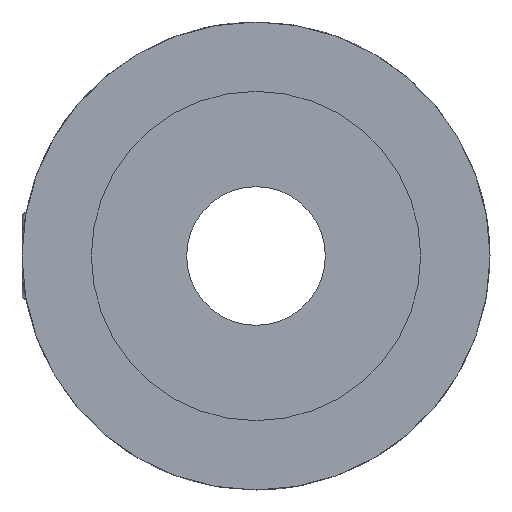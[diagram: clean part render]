
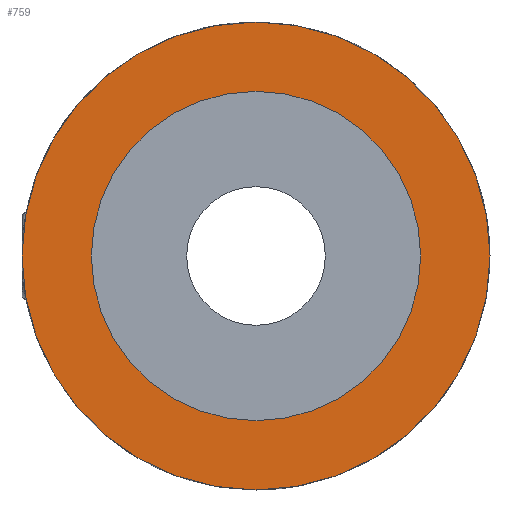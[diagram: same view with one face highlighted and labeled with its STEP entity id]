
A CAD part, left-side view. The second image highlights one B-rep face of the part: STEP entity #759.
In plain terms, the highlighted planar face has unit normal (-1, 0, 0).
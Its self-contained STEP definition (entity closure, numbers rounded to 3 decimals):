
#12 = VERTEX_POINT ( 'NONE', #1673 ) ;
#31 = CARTESIAN_POINT ( 'NONE',  ( -46.82, 0., -13.5 ) ) ;
#46 = DIRECTION ( 'NONE',  ( 0., 0., -1. ) ) ;
#120 = DIRECTION ( 'NONE',  ( 0., 0., 1. ) ) ;
#164 = ORIENTED_EDGE ( 'NONE', *, *, #666, .F. ) ;
#247 = CARTESIAN_POINT ( 'NONE',  ( -46.82, 0., 0. ) ) ;
#282 = AXIS2_PLACEMENT_3D ( 'NONE', #1222, #1207, #2180 ) ;
#399 = AXIS2_PLACEMENT_3D ( 'NONE', #958, #473, #2096 ) ;
#430 = EDGE_LOOP ( 'NONE', ( #2037, #2455 ) ) ;
#473 = DIRECTION ( 'NONE',  ( 1., 0., 0. ) ) ;
#485 = DIRECTION ( 'NONE',  ( 1., 0., 0. ) ) ;
#497 = DIRECTION ( 'NONE',  ( 1., 0., 0. ) ) ;
#588 = CARTESIAN_POINT ( 'NONE',  ( -46.82, 0., -9.5 ) ) ;
#666 = EDGE_CURVE ( 'NONE', #1692, #2931, #2711, .T. ) ;
#695 = CARTESIAN_POINT ( 'NONE',  ( -46.82, 0., 13.5 ) ) ;
#740 = AXIS2_PLACEMENT_3D ( 'NONE', #247, #497, #46 ) ;
#759 = ADVANCED_FACE ( 'NONE', ( #2921, #1239 ), #2457, .T. ) ;
#774 = VERTEX_POINT ( 'NONE', #588 ) ;
#958 = CARTESIAN_POINT ( 'NONE',  ( -46.82, 0., 0. ) ) ;
#980 = CIRCLE ( 'NONE', #1869, 9.5 ) ;
#1201 = ORIENTED_EDGE ( 'NONE', *, *, #2852, .F. ) ;
#1207 = DIRECTION ( 'NONE',  ( 1., 0., 0. ) ) ;
#1222 = CARTESIAN_POINT ( 'NONE',  ( -46.82, 0., 0. ) ) ;
#1239 = FACE_OUTER_BOUND ( 'NONE', #1314, .T. ) ;
#1314 = EDGE_LOOP ( 'NONE', ( #1201, #164 ) ) ;
#1483 = DIRECTION ( 'NONE',  ( 0., 0., -1. ) ) ;
#1673 = CARTESIAN_POINT ( 'NONE',  ( -46.82, 0., 9.5 ) ) ;
#1692 = VERTEX_POINT ( 'NONE', #695 ) ;
#1700 = EDGE_CURVE ( 'NONE', #12, #774, #2272, .T. ) ;
#1869 = AXIS2_PLACEMENT_3D ( 'NONE', #2393, #485, #1483 ) ;
#2037 = ORIENTED_EDGE ( 'NONE', *, *, #2927, .T. ) ;
#2096 = DIRECTION ( 'NONE',  ( 0., 0., -1. ) ) ;
#2155 = AXIS2_PLACEMENT_3D ( 'NONE', #2935, #2236, #120 ) ;
#2180 = DIRECTION ( 'NONE',  ( 0., 0., -1. ) ) ;
#2236 = DIRECTION ( 'NONE',  ( -1., 0., 0. ) ) ;
#2272 = CIRCLE ( 'NONE', #399, 9.5 ) ;
#2393 = CARTESIAN_POINT ( 'NONE',  ( -46.82, 0., 0. ) ) ;
#2455 = ORIENTED_EDGE ( 'NONE', *, *, #1700, .T. ) ;
#2456 = CIRCLE ( 'NONE', #282, 13.5 ) ;
#2457 = PLANE ( 'NONE',  #2155 ) ;
#2711 = CIRCLE ( 'NONE', #740, 13.5 ) ;
#2852 = EDGE_CURVE ( 'NONE', #2931, #1692, #2456, .T. ) ;
#2921 = FACE_BOUND ( 'NONE', #430, .T. ) ;
#2927 = EDGE_CURVE ( 'NONE', #774, #12, #980, .T. ) ;
#2931 = VERTEX_POINT ( 'NONE', #31 ) ;
#2935 = CARTESIAN_POINT ( 'NONE',  ( -46.82, 13.5, 0. ) ) ;
